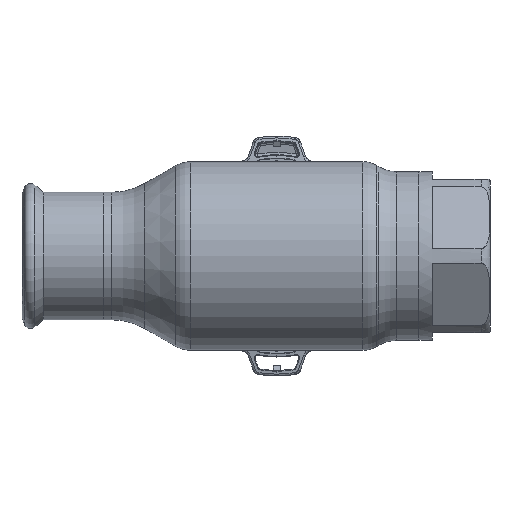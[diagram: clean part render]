
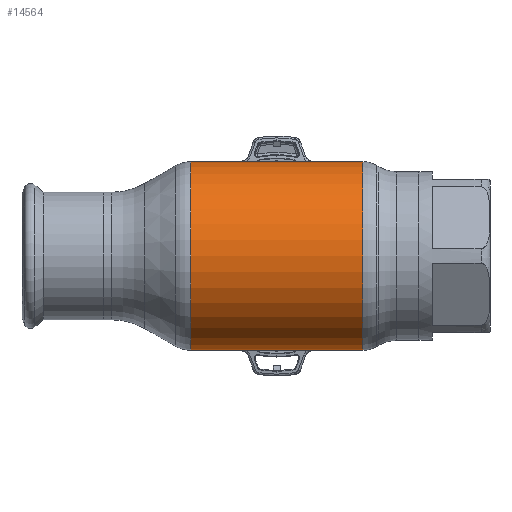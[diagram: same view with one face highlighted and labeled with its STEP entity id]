
A CAD part, front view. The second image highlights one B-rep face of the part: STEP entity #14564.
In plain terms, the highlighted cylindrical face has radius 42.5 mm (diameter 85 mm), a partial arc.
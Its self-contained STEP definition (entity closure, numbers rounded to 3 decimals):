
#497 = CARTESIAN_POINT ( 'NONE',  ( -62.69, 0., 0. ) ) ;
#1774 = EDGE_CURVE ( 'NONE', #33267, #28199, #20919, .T. ) ;
#1851 = LINE ( 'NONE', #27977, #12430 ) ;
#2249 = DIRECTION ( 'NONE',  ( -1., 0., 0. ) ) ;
#2316 = VERTEX_POINT ( 'NONE', #11467 ) ;
#3228 = ORIENTED_EDGE ( 'NONE', *, *, #14821, .T. ) ;
#4277 = DIRECTION ( 'NONE',  ( -1., 0., 0. ) ) ;
#5099 = ORIENTED_EDGE ( 'NONE', *, *, #22127, .F. ) ;
#8113 = VERTEX_POINT ( 'NONE', #11439 ) ;
#8618 = DIRECTION ( 'NONE',  ( 0., 0., 1. ) ) ;
#10537 = DIRECTION ( 'NONE',  ( -1., 0., 0. ) ) ;
#11439 = CARTESIAN_POINT ( 'NONE',  ( 38.749, 0., 42.5 ) ) ;
#11467 = CARTESIAN_POINT ( 'NONE',  ( -38.749, 0., 42.5 ) ) ;
#11886 = AXIS2_PLACEMENT_3D ( 'NONE', #497, #26248, #8618 ) ;
#12119 = AXIS2_PLACEMENT_3D ( 'NONE', #15246, #25596, #14916 ) ;
#12430 = VECTOR ( 'NONE', #4277, 1000. ) ;
#12821 = DIRECTION ( 'NONE',  ( 0., 0., 1. ) ) ;
#13456 = CARTESIAN_POINT ( 'NONE',  ( 38.749, 0., -42.5 ) ) ;
#13492 = FACE_OUTER_BOUND ( 'NONE', #24122, .T. ) ;
#13667 = CYLINDRICAL_SURFACE ( 'NONE', #11886, 42.5 ) ;
#14564 = ADVANCED_FACE ( 'NONE', ( #13492 ), #13667, .T. ) ;
#14821 = EDGE_CURVE ( 'NONE', #8113, #2316, #1851, .T. ) ;
#14916 = DIRECTION ( 'NONE',  ( 0., 0., 1. ) ) ;
#15213 = CIRCLE ( 'NONE', #19627, 42.5 ) ;
#15246 = CARTESIAN_POINT ( 'NONE',  ( -38.749, 0., 0. ) ) ;
#16617 = EDGE_CURVE ( 'NONE', #33267, #8113, #15213, .T. ) ;
#19627 = AXIS2_PLACEMENT_3D ( 'NONE', #30781, #2249, #12821 ) ;
#20919 = LINE ( 'NONE', #34227, #29746 ) ;
#21600 = ORIENTED_EDGE ( 'NONE', *, *, #16617, .T. ) ;
#22127 = EDGE_CURVE ( 'NONE', #28199, #2316, #26441, .T. ) ;
#24122 = EDGE_LOOP ( 'NONE', ( #27925, #21600, #3228, #5099 ) ) ;
#25596 = DIRECTION ( 'NONE',  ( -1., 0., 0. ) ) ;
#26248 = DIRECTION ( 'NONE',  ( -1., 0., 0. ) ) ;
#26441 = CIRCLE ( 'NONE', #12119, 42.5 ) ;
#27925 = ORIENTED_EDGE ( 'NONE', *, *, #1774, .F. ) ;
#27977 = CARTESIAN_POINT ( 'NONE',  ( -62.69, 0., 42.5 ) ) ;
#28137 = CARTESIAN_POINT ( 'NONE',  ( -38.749, 0., -42.5 ) ) ;
#28199 = VERTEX_POINT ( 'NONE', #28137 ) ;
#29746 = VECTOR ( 'NONE', #10537, 1000. ) ;
#30781 = CARTESIAN_POINT ( 'NONE',  ( 38.749, 0., 0. ) ) ;
#33267 = VERTEX_POINT ( 'NONE', #13456 ) ;
#34227 = CARTESIAN_POINT ( 'NONE',  ( -62.69, 0., -42.5 ) ) ;
